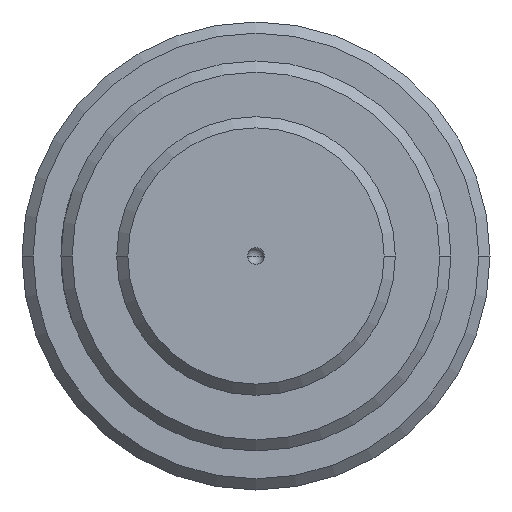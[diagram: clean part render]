
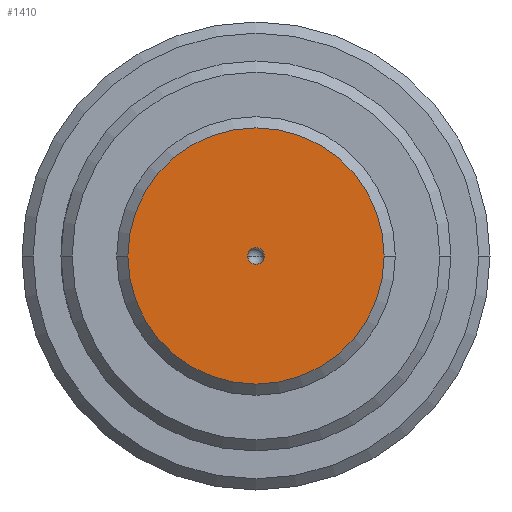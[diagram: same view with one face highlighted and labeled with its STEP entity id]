
A CAD part, left-side view. The second image highlights one B-rep face of the part: STEP entity #1410.
In plain terms, the highlighted planar face has unit normal (-1, 0, 0).
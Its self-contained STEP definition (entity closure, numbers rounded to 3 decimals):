
#500=CARTESIAN_POINT('',(-162.,0.,0.));
#501=DIRECTION('',(-1.,0.,0.));
#502=DIRECTION('',(0.,1.,0.));
#503=AXIS2_PLACEMENT_3D('',#500,#501,#502);
#505=CARTESIAN_POINT('',(-162.,0.,0.));
#506=DIRECTION('',(-1.,0.,0.));
#507=DIRECTION('',(0.,-1.,0.));
#508=AXIS2_PLACEMENT_3D('',#505,#506,#507);
#510=CARTESIAN_POINT('',(-162.,0.,0.));
#511=DIRECTION('',(1.,0.,0.));
#512=DIRECTION('',(0.,1.,0.));
#513=AXIS2_PLACEMENT_3D('',#510,#511,#512);
#515=CARTESIAN_POINT('',(-162.,0.,0.));
#516=DIRECTION('',(1.,0.,0.));
#517=DIRECTION('',(0.,-1.,0.));
#518=AXIS2_PLACEMENT_3D('',#515,#516,#517);
#688=CARTESIAN_POINT('',(-162.,23.,0.));
#689=CARTESIAN_POINT('',(-162.,-23.,0.));
#690=VERTEX_POINT('',#688);
#691=VERTEX_POINT('',#689);
#764=CARTESIAN_POINT('',(-162.,1.5,0.));
#765=CARTESIAN_POINT('',(-162.,-1.5,0.));
#766=VERTEX_POINT('',#764);
#767=VERTEX_POINT('',#765);
#1394=CARTESIAN_POINT('',(-162.,0.,0.));
#1395=DIRECTION('',(1.,0.,0.));
#1396=DIRECTION('',(0.,-1.,0.));
#1397=AXIS2_PLACEMENT_3D('',#1394,#1395,#1396);
#1398=PLANE('124',#1397);
#1399=ORIENTED_EDGE('250',*,*,#1384,.F.);
#1401=ORIENTED_EDGE('252',*,*,#1400,.F.);
#1402=EDGE_LOOP('124',(#1399,#1401));
#1403=FACE_OUTER_BOUND('124',#1402,.F.);
#1405=ORIENTED_EDGE('540',*,*,#1404,.F.);
#1407=ORIENTED_EDGE('541',*,*,#1406,.F.);
#1408=EDGE_LOOP('124',(#1405,#1407));
#1409=FACE_BOUND('124',#1408,.F.);
#504=CIRCLE('250',#503,23.);
#509=CIRCLE('252',#508,23.);
#514=CIRCLE('540',#513,1.5);
#519=CIRCLE('541',#518,1.5);
#1384=EDGE_CURVE('250',#690,#691,#504,.T.);
#1400=EDGE_CURVE('252',#691,#690,#509,.T.);
#1404=EDGE_CURVE('540',#766,#767,#514,.T.);
#1406=EDGE_CURVE('541',#767,#766,#519,.T.);
#1410=ADVANCED_FACE('124',(#1403,#1409),#1398,.F.);
